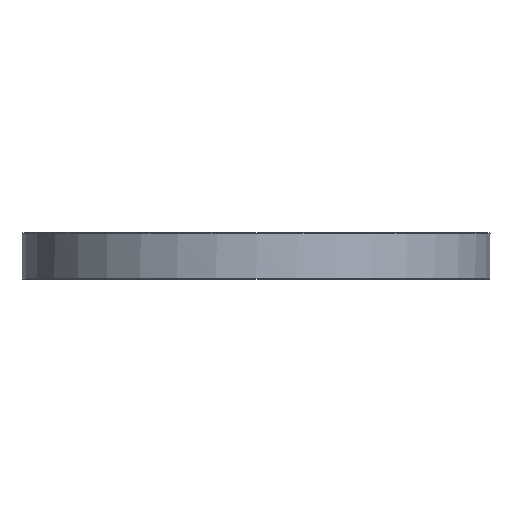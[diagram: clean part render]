
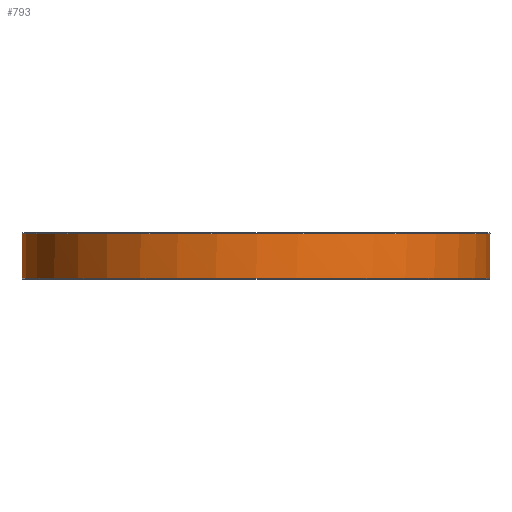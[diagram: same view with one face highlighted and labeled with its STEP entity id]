
A CAD part, front view. The second image highlights one B-rep face of the part: STEP entity #793.
In plain terms, the highlighted cylindrical face has radius 126.5 mm (diameter 253 mm), a full revolution.
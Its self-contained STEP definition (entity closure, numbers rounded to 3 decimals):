
#304=CARTESIAN_POINT('',(-126.489,-1.658,0.5));
#305=VERTEX_POINT('',#304);
#323=CARTESIAN_POINT('',(-126.489,1.658,0.5));
#324=VERTEX_POINT('',#323);
#325=CARTESIAN_POINT('',(-126.489,1.658,0.5));
#326=CARTESIAN_POINT('',(-126.493,1.397,0.673));
#327=CARTESIAN_POINT('',(-126.496,1.103,0.808));
#328=CARTESIAN_POINT('',(-126.497,0.799,0.892));
#329=CARTESIAN_POINT('',(-126.499,0.592,0.949));
#330=CARTESIAN_POINT('',(-126.5,0.38,0.983));
#331=CARTESIAN_POINT('',(-126.5,0.173,0.995));
#332=CARTESIAN_POINT('',(-126.5,-0.003,1.005));
#333=CARTESIAN_POINT('',(-126.5,-0.175,1.));
#334=CARTESIAN_POINT('',(-126.5,-0.353,0.979));
#335=CARTESIAN_POINT('',(-126.498,-0.747,0.932));
#336=CARTESIAN_POINT('',(-126.495,-1.148,0.801));
#337=CARTESIAN_POINT('',(-126.491,-1.499,0.599));
#338=CARTESIAN_POINT('',(-126.49,-1.553,0.567));
#339=CARTESIAN_POINT('',(-126.49,-1.606,0.534));
#340=CARTESIAN_POINT('',(-126.489,-1.658,0.5));
#341=B_SPLINE_CURVE_WITH_KNOTS('',3,(#325,#326,#327,#328,#329,#330,#331,#332,#333,#334,#335,#336,#337,#338,#339,#340),.UNSPECIFIED.,.F.,.U.,(4,3,3,3,3,4),(0.284,0.374,0.435,0.487,0.602,0.62),.UNSPECIFIED.);
#342=EDGE_CURVE('',#324,#305,#341,.T.);
#384=CARTESIAN_POINT('',(126.489,1.658,0.5));
#385=VERTEX_POINT('',#384);
#403=CARTESIAN_POINT('',(126.489,-1.658,0.5));
#404=VERTEX_POINT('',#403);
#405=CARTESIAN_POINT('',(126.489,-1.658,0.5));
#406=CARTESIAN_POINT('',(126.493,-1.397,0.673));
#407=CARTESIAN_POINT('',(126.496,-1.103,0.808));
#408=CARTESIAN_POINT('',(126.497,-0.799,0.892));
#409=CARTESIAN_POINT('',(126.499,-0.592,0.949));
#410=CARTESIAN_POINT('',(126.5,-0.38,0.983));
#411=CARTESIAN_POINT('',(126.5,-0.173,0.995));
#412=CARTESIAN_POINT('',(126.5,0.003,1.005));
#413=CARTESIAN_POINT('',(126.5,0.175,1.));
#414=CARTESIAN_POINT('',(126.5,0.353,0.979));
#415=CARTESIAN_POINT('',(126.498,0.747,0.932));
#416=CARTESIAN_POINT('',(126.495,1.148,0.801));
#417=CARTESIAN_POINT('',(126.491,1.499,0.599));
#418=CARTESIAN_POINT('',(126.49,1.553,0.567));
#419=CARTESIAN_POINT('',(126.49,1.606,0.534));
#420=CARTESIAN_POINT('',(126.489,1.658,0.5));
#421=B_SPLINE_CURVE_WITH_KNOTS('',3,(#405,#406,#407,#408,#409,#410,#411,#412,#413,#414,#415,#416,#417,#418,#419,#420),.UNSPECIFIED.,.F.,.U.,(4,3,3,3,3,4),(1.188,1.278,1.339,1.391,1.506,1.524),.UNSPECIFIED.);
#422=EDGE_CURVE('',#404,#385,#421,.T.);
#759=CARTESIAN_POINT('',(0.0,0.0,0.0));
#760=DIRECTION('',(0.0,0.0,1.0));
#761=DIRECTION('',(-1.0,0.0,0.0));
#762=AXIS2_PLACEMENT_3D('',#759,#760,#761);
#763=CYLINDRICAL_SURFACE('',#762,126.5);
#764=ORIENTED_EDGE('',*,*,#422,.T.);
#765=CARTESIAN_POINT('',(0.0,0.0,0.5));
#766=DIRECTION('',(0.0,0.0,-1.0));
#767=DIRECTION('',(-1.0,0.0,0.0));
#768=AXIS2_PLACEMENT_3D('',#765,#766,#767);
#769=CIRCLE('',#768,126.5);
#770=EDGE_CURVE('',#324,#385,#769,.T.);
#771=ORIENTED_EDGE('',*,*,#770,.F.);
#772=ORIENTED_EDGE('',*,*,#342,.T.);
#773=CARTESIAN_POINT('',(0.0,0.0,0.5));
#774=DIRECTION('',(0.0,0.0,-1.0));
#775=DIRECTION('',(-1.0,0.0,0.0));
#776=AXIS2_PLACEMENT_3D('',#773,#774,#775);
#777=CIRCLE('',#776,126.5);
#778=EDGE_CURVE('',#404,#305,#777,.T.);
#779=ORIENTED_EDGE('',*,*,#778,.F.);
#780=EDGE_LOOP('',(#764,#771,#772,#779));
#781=FACE_OUTER_BOUND('',#780,.T.);
#782=CARTESIAN_POINT('',(126.5,0.,24.5));
#783=VERTEX_POINT('',#782);
#784=CARTESIAN_POINT('',(0.0,0.0,24.5));
#785=DIRECTION('',(0.0,0.0,1.0));
#786=DIRECTION('',(-1.0,0.0,0.0));
#787=AXIS2_PLACEMENT_3D('',#784,#785,#786);
#788=CIRCLE('',#787,126.5);
#789=EDGE_CURVE('',#783,#783,#788,.T.);
#790=ORIENTED_EDGE('',*,*,#789,.F.);
#791=EDGE_LOOP('',(#790));
#792=FACE_BOUND('',#791,.T.);
#793=ADVANCED_FACE('',(#781,#792),#763,.T.);
